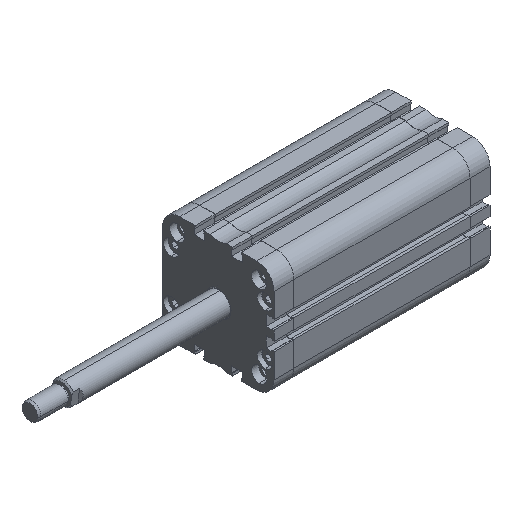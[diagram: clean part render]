
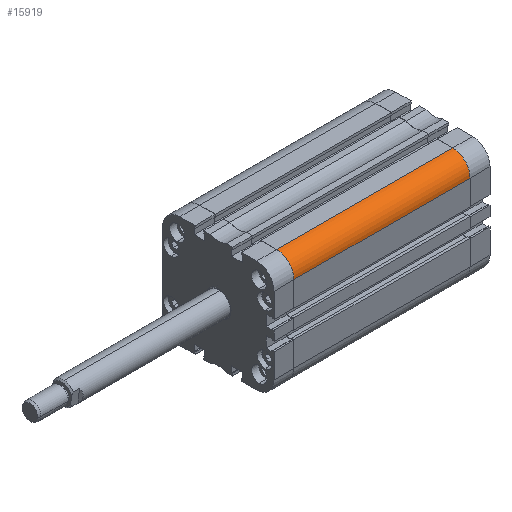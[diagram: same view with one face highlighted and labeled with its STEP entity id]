
A CAD part, isometric view. The second image highlights one B-rep face of the part: STEP entity #15919.
In plain terms, the highlighted cylindrical face has radius 12 mm (diameter 24 mm), a partial arc.
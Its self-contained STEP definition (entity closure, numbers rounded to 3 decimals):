
#17 = ORIENTED_EDGE ( 'NONE', *, *, #10253, .F. ) ;
#130 = AXIS2_PLACEMENT_3D ( 'NONE', #12794, #11159, #13030 ) ;
#466 = FACE_OUTER_BOUND ( 'NONE', #11667, .T. ) ;
#710 = ORIENTED_EDGE ( 'NONE', *, *, #5922, .F. ) ;
#1049 = VERTEX_POINT ( 'NONE', #6556 ) ;
#1161 = CARTESIAN_POINT ( 'NONE',  ( 121.5, -26.5, 26.5 ) ) ;
#1502 = CIRCLE ( 'NONE', #15993, 12. ) ;
#4220 = CIRCLE ( 'NONE', #130, 12. ) ;
#4758 = DIRECTION ( 'NONE',  ( 0., 0., -1. ) ) ;
#5922 = EDGE_CURVE ( 'NONE', #1049, #8026, #10962, .T. ) ;
#6373 = DIRECTION ( 'NONE',  ( -1., 0., 0. ) ) ;
#6556 = CARTESIAN_POINT ( 'NONE',  ( 121.5, -38.5, 26.5 ) ) ;
#6758 = DIRECTION ( 'NONE',  ( 1., 0., 0. ) ) ;
#7068 = CARTESIAN_POINT ( 'NONE',  ( 0., -38.5, 26.5 ) ) ;
#7554 = CYLINDRICAL_SURFACE ( 'NONE', #17484, 12. ) ;
#8026 = VERTEX_POINT ( 'NONE', #7068 ) ;
#8503 = VECTOR ( 'NONE', #6758, 1000. ) ;
#8625 = CARTESIAN_POINT ( 'NONE',  ( 121.5, -26.5, 38.5 ) ) ;
#8738 = CARTESIAN_POINT ( 'NONE',  ( 0., -26.5, 38.5 ) ) ;
#9120 = EDGE_CURVE ( 'NONE', #18623, #14432, #19400, .T. ) ;
#9978 = CARTESIAN_POINT ( 'NONE',  ( 0., -26.5, 26.5 ) ) ;
#10253 = EDGE_CURVE ( 'NONE', #14432, #1049, #4220, .T. ) ;
#10962 = LINE ( 'NONE', #16644, #12149 ) ;
#11159 = DIRECTION ( 'NONE',  ( 1., 0., 0. ) ) ;
#11667 = EDGE_LOOP ( 'NONE', ( #17, #13310, #18714, #710 ) ) ;
#11722 = DIRECTION ( 'NONE',  ( -1., 0., 0. ) ) ;
#12149 = VECTOR ( 'NONE', #16303, 1000. ) ;
#12794 = CARTESIAN_POINT ( 'NONE',  ( 121.5, -26.5, 26.5 ) ) ;
#13030 = DIRECTION ( 'NONE',  ( 0., 0., -1. ) ) ;
#13310 = ORIENTED_EDGE ( 'NONE', *, *, #9120, .F. ) ;
#14432 = VERTEX_POINT ( 'NONE', #21836 ) ;
#14861 = EDGE_CURVE ( 'NONE', #8026, #18623, #1502, .T. ) ;
#15096 = DIRECTION ( 'NONE',  ( 0., 0., 1. ) ) ;
#15919 = ADVANCED_FACE ( 'NONE', ( #466 ), #7554, .T. ) ;
#15993 = AXIS2_PLACEMENT_3D ( 'NONE', #9978, #6373, #4758 ) ;
#16303 = DIRECTION ( 'NONE',  ( -1., 0., 0. ) ) ;
#16644 = CARTESIAN_POINT ( 'NONE',  ( 121.5, -38.5, 26.5 ) ) ;
#17484 = AXIS2_PLACEMENT_3D ( 'NONE', #1161, #11722, #15096 ) ;
#18623 = VERTEX_POINT ( 'NONE', #8738 ) ;
#18714 = ORIENTED_EDGE ( 'NONE', *, *, #14861, .F. ) ;
#19400 = LINE ( 'NONE', #8625, #8503 ) ;
#21836 = CARTESIAN_POINT ( 'NONE',  ( 121.5, -26.5, 38.5 ) ) ;
